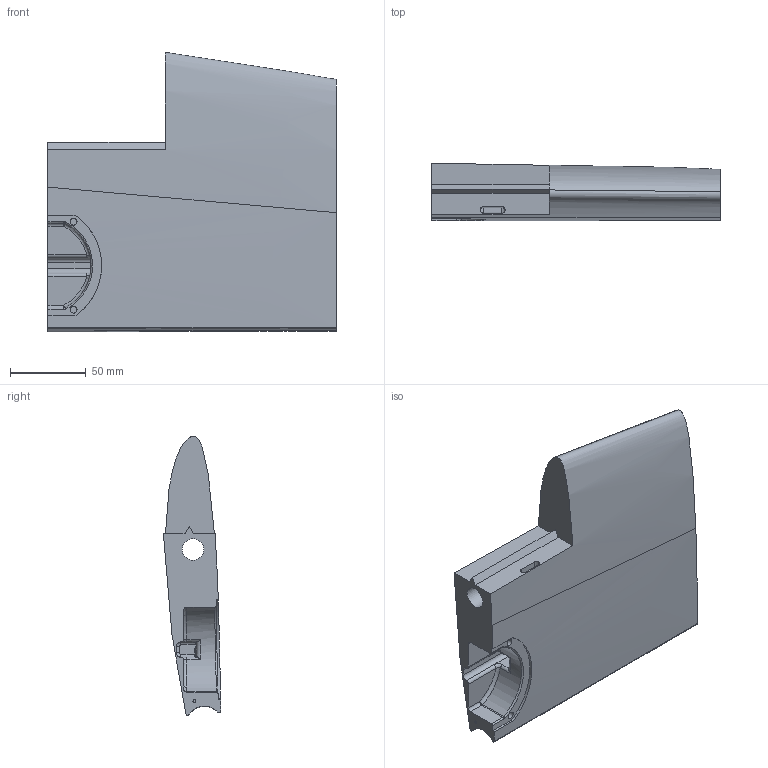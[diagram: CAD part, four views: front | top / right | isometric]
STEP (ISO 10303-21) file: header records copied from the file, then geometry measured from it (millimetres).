
FILE_DESCRIPTION(/* description */ (''),/* implementation_level */ '2;1');
FILE_NAME(/* name */ 'eXplora_VTOL_V1.00_Wing_L2.step',/* time_stamp */ '2023-11-08T06:40:01+01:00',/* author */ (''),/* organization */ (''),/* preprocessor_version */ 'ST-DEVELOPER v20',/* originating_system */ 'Autodesk Translation Framework v12.14.0.127',/* authorisation */ '');
FILE_SCHEMA (('AUTOMOTIVE_DESIGN { 1 0 10303 214 3 1 1 }'));
Length unit declared in the file: millimetre
Products named in the file (1): (Non salvato)
Bounding box: 190 x 37.74 x 184.04 mm (x, y, z)
Volume: 733576.5 mm3; surface area: 89202.8 mm2
Topology: 1 solids, 1 shells, 107 faces, 262 edges, 159 vertices
Faces by surface type: cylinder 36, bspline 32, plane 30, torus 7, sphere 2
Full cylindrical faces by diameter (mm): 2 x3, 4.5 x2, 14.3 x1
Entity records: 7047 total; most frequent: CARTESIAN_POINT 4650, ORIENTED_EDGE 520, DIRECTION 462, EDGE_CURVE 260, AXIS2_PLACEMENT_3D 186, VERTEX_POINT 159, EDGE_LOOP 115, FACE_OUTER_BOUND 107
